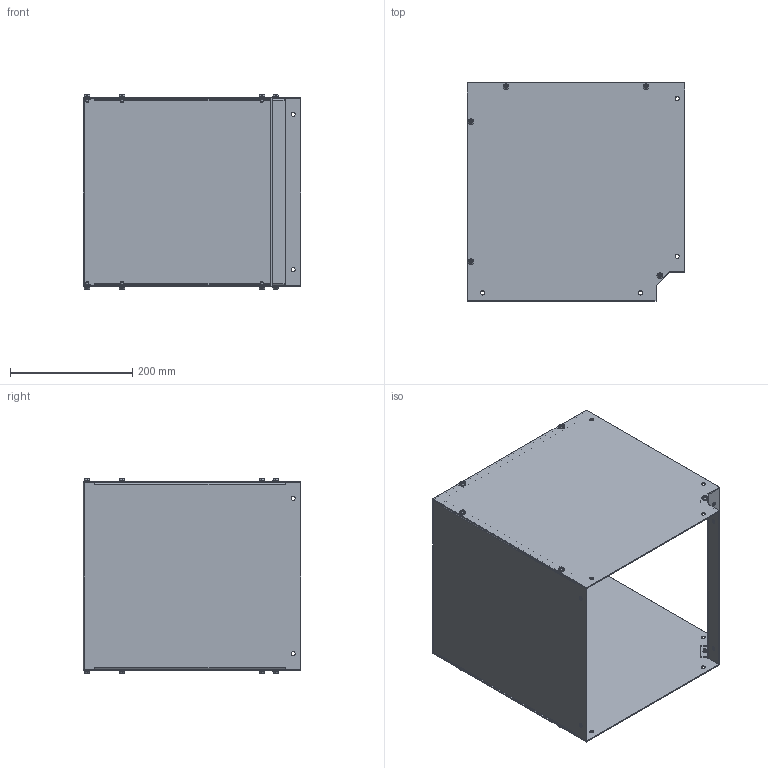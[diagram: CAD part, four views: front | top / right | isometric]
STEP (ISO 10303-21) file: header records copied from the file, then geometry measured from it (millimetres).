
FILE_DESCRIPTION (( 'STEP AP203' ), '1' );
FILE_NAME ('CWEL1290.step', '2024-04-25T14:56:07', ( '' ), ( '' ), 'SwSTEP 2.0', 'SolidWorks 2023', '' );
FILE_SCHEMA (( 'CONFIG_CONTROL_DESIGN' ));
Length unit declared in the file: inch
Products named in the file (1): CWEL1290
Bounding box: 355.61 x 355.61 x 317.35 mm (x, y, z)
Volume: 922544.1 mm3; surface area: 1020460.7 mm2
Topology: 14 solids, 14 shells, 456 faces, 1162 edges, 744 vertices
Faces by surface type: plane 266, cylinder 130, bspline 40, cone 20
Entity records: 15827 total; most frequent: CARTESIAN_POINT 4863, ORIENTED_EDGE 2324, DIRECTION 2156, EDGE_CURVE 1162, AXIS2_PLACEMENT_3D 757, VERTEX_POINT 744, VECTOR 642, LINE 642
